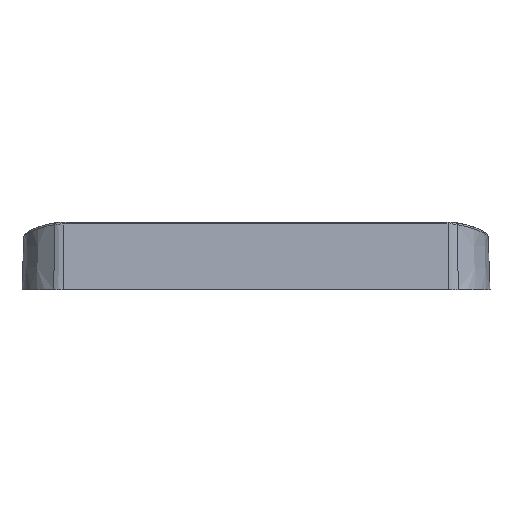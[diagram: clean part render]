
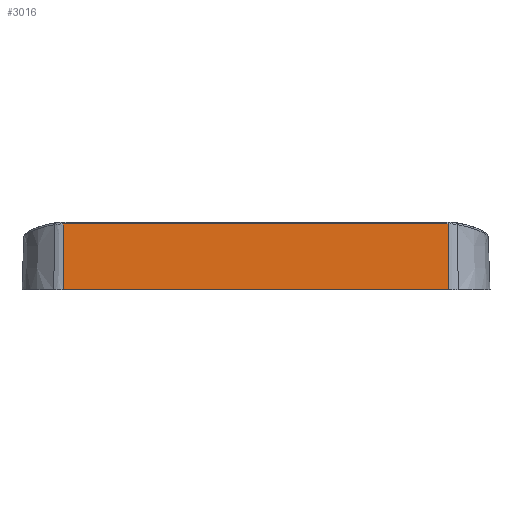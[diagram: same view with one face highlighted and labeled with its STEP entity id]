
A CAD part, left-side view. The second image highlights one B-rep face of the part: STEP entity #3016.
In plain terms, the highlighted planar face has unit normal (-0.999, 0, 0.035).
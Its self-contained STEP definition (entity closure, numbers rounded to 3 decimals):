
#55=DIRECTION('',(0.,1.,0.));
#56=VECTOR('',#55,41.344);
#57=CARTESIAN_POINT('',(-205.348,-93.309,20.707));
#58=LINE('',#57,#56);
#73=CARTESIAN_POINT('',(-205.348,-93.495,20.705));
#78=CARTESIAN_POINT('',(-205.348,-93.495,20.705));
#79=CARTESIAN_POINT('',(-205.348,-93.433,20.706));
#80=CARTESIAN_POINT('',(-205.348,-93.371,20.707));
#81=CARTESIAN_POINT('',(-205.348,-93.309,20.707));
#86=CARTESIAN_POINT('',(-205.348,-93.309,20.707));
#941=DIRECTION('',(0.035,0.,0.999));
#942=VECTOR('',#941,7.209);
#943=CARTESIAN_POINT('',(-205.6,-93.495,13.5));
#944=LINE('',#943,#942);
#948=DIRECTION('',(0.,1.,0.));
#949=VECTOR('',#948,41.99);
#950=CARTESIAN_POINT('',(-205.6,-93.495,13.5));
#951=LINE('',#950,#949);
#955=CARTESIAN_POINT('',(-205.359,-51.505,20.4));
#956=CARTESIAN_POINT('',(-205.359,-51.507,20.4));
#957=CARTESIAN_POINT('',(-205.359,-51.51,20.4));
#958=CARTESIAN_POINT('',(-205.359,-51.514,20.4));
#959=CARTESIAN_POINT('',(-205.359,-51.517,20.4));
#960=CARTESIAN_POINT('',(-205.359,-51.519,20.4));
#973=DIRECTION('',(-0.035,0.,-0.999));
#974=VECTOR('',#973,0.306);
#975=CARTESIAN_POINT('',(-205.348,-51.519,20.706));
#976=LINE('',#975,#974);
#980=DIRECTION('',(-0.035,0.,-0.999));
#981=VECTOR('',#980,6.904);
#982=CARTESIAN_POINT('',(-205.359,-51.505,20.4));
#983=LINE('',#982,#981);
#1027=CARTESIAN_POINT('',(-205.348,-51.966,
20.707));
#1028=CARTESIAN_POINT('',(-205.348,-51.817,
20.707));
#1029=CARTESIAN_POINT('',(-205.348,-51.668,
20.709));
#1030=CARTESIAN_POINT('',(-205.348,-51.519,
20.706));
#1035=CARTESIAN_POINT('',(-205.348,-51.519,
20.706));
#1996=CARTESIAN_POINT('',(-205.6,-51.505,13.5));
#1997=VERTEX_POINT('',#1996);
#1998=CARTESIAN_POINT('',(-205.6,-93.495,
13.5));
#1999=VERTEX_POINT('',#1998);
#2094=VERTEX_POINT('',#1035);
#2095=CARTESIAN_POINT('',(-205.348,-51.966,
20.707));
#2096=VERTEX_POINT('',#2095);
#2097=VERTEX_POINT('',#86);
#2099=VERTEX_POINT('',#73);
#2100=CARTESIAN_POINT('',(-205.359,-51.505,
20.4));
#2101=VERTEX_POINT('',#2100);
#2102=VERTEX_POINT('',#960);
#2997=CARTESIAN_POINT('',(-205.6,-93.495,13.5));
#2998=DIRECTION('',(0.999,0.,-0.035));
#2999=DIRECTION('',(-0.035,0.,-0.999));
#3000=AXIS2_PLACEMENT_3D('',#2997,#2998,#2999);
#3001=PLANE('',#3000);
#3002=ORIENTED_EDGE('',*,*,#2989,.F.);
#3003=ORIENTED_EDGE('',*,*,#2902,.T.);
#3005=ORIENTED_EDGE('',*,*,#3004,.F.);
#3007=ORIENTED_EDGE('',*,*,#3006,.T.);
#3009=ORIENTED_EDGE('',*,*,#3008,.F.);
#3011=ORIENTED_EDGE('',*,*,#3010,.F.);
#3012=ORIENTED_EDGE('',*,*,#2111,.F.);
#3013=ORIENTED_EDGE('',*,*,#2143,.F.);
#3014=EDGE_LOOP('',(#3002,#3003,#3005,#3007,#3009,#3011,#3012,#3013));
#3015=FACE_OUTER_BOUND('',#3014,.F.);
#3016=ADVANCED_FACE('',(#3015),#3001,.F.);
#82=B_SPLINE_CURVE_WITH_KNOTS('',3,(#78,#79,#80,#81),.UNSPECIFIED.,.F.,.F.,(4,
4),(0.,1.),.UNSPECIFIED.);
#961=B_SPLINE_CURVE_WITH_KNOTS('',3,(#955,#956,#957,#958,#959,#960),
.UNSPECIFIED.,.F.,.F.,(4,1,1,4),(0.,0.333,0.667,1.),
.UNSPECIFIED.);
#1031=B_SPLINE_CURVE_WITH_KNOTS('',3,(#1027,#1028,#1029,#1030),.UNSPECIFIED.,
.F.,.F.,(4,4),(0.,1.),.UNSPECIFIED.);
#2111=EDGE_CURVE('',#2097,#2096,#58,.T.);
#2143=EDGE_CURVE('',#2099,#2097,#82,.T.);
#2902=EDGE_CURVE('',#1999,#1997,#951,.T.);
#2989=EDGE_CURVE('',#1999,#2099,#944,.T.);
#3004=EDGE_CURVE('',#2101,#1997,#983,.T.);
#3006=EDGE_CURVE('',#2101,#2102,#961,.T.);
#3008=EDGE_CURVE('',#2094,#2102,#976,.T.);
#3010=EDGE_CURVE('',#2096,#2094,#1031,.T.);
